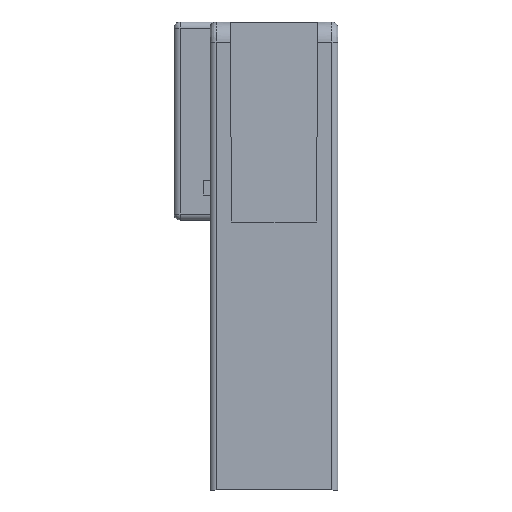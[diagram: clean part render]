
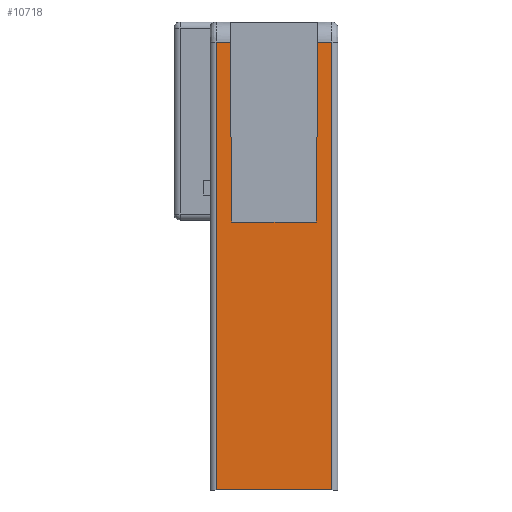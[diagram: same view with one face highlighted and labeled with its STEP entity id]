
A CAD part, left-side view. The second image highlights one B-rep face of the part: STEP entity #10718.
In plain terms, the highlighted planar face has unit normal (-1, 0, 0).
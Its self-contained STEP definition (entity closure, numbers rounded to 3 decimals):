
#10422=CARTESIAN_POINT('',(-4.75,-2.9,21.6));
#10423=VERTEX_POINT('',#10422);
#10431=CARTESIAN_POINT('',(-4.75,2.9,21.6));
#10432=VERTEX_POINT('',#10431);
#10433=CARTESIAN_POINT('',(-4.75,-2.9,21.6));
#10434=DIRECTION('',(0.,1.,0.));
#10435=VECTOR('',#10434,5.8);
#10436=LINE('',#10433,#10435);
#10437=EDGE_CURVE('',#10423,#10432,#10436,.T.);
#10454=CARTESIAN_POINT('',(-4.75,2.9,44.));
#10455=VERTEX_POINT('',#10454);
#10456=CARTESIAN_POINT('',(-4.75,2.9,21.6));
#10457=DIRECTION('',(0.,0.,1.));
#10458=VECTOR('',#10457,22.4);
#10459=LINE('',#10456,#10458);
#10460=EDGE_CURVE('',#10432,#10455,#10459,.T.);
#10510=CARTESIAN_POINT('',(-4.75,2.191,44.));
#10511=VERTEX_POINT('',#10510);
#10512=CARTESIAN_POINT('',(-4.75,2.9,44.));
#10513=DIRECTION('',(0.,-1.,0.));
#10514=VECTOR('',#10513,0.709);
#10515=LINE('',#10512,#10514);
#10516=EDGE_CURVE('',#10455,#10511,#10515,.T.);
#10536=CARTESIAN_POINT('',(-4.75,2.113,35.));
#10537=VERTEX_POINT('',#10536);
#10538=CARTESIAN_POINT('',(-4.75,2.191,44.));
#10539=DIRECTION('',(0.,-0.009,-1.));
#10540=VECTOR('',#10539,9.);
#10541=LINE('',#10538,#10540);
#10542=EDGE_CURVE('',#10511,#10537,#10541,.T.);
#10592=CARTESIAN_POINT('',(-4.75,-2.113,35.));
#10593=VERTEX_POINT('',#10592);
#10600=CARTESIAN_POINT('',(-4.75,-2.191,44.));
#10601=VERTEX_POINT('',#10600);
#10602=CARTESIAN_POINT('',(-4.75,-2.113,35.));
#10603=DIRECTION('',(0.,-0.009,1.));
#10604=VECTOR('',#10603,9.);
#10605=LINE('',#10602,#10604);
#10606=EDGE_CURVE('',#10593,#10601,#10605,.T.);
#10626=CARTESIAN_POINT('',(-4.75,-2.9,44.));
#10627=VERTEX_POINT('',#10626);
#10628=CARTESIAN_POINT('',(-4.75,-2.191,44.));
#10629=DIRECTION('',(0.,-1.,0.));
#10630=VECTOR('',#10629,0.709);
#10631=LINE('',#10628,#10630);
#10632=EDGE_CURVE('',#10601,#10627,#10631,.T.);
#10688=CARTESIAN_POINT('',(-4.75,-2.9,44.));
#10689=DIRECTION('',(0.,0.,-1.));
#10690=VECTOR('',#10689,22.4);
#10691=LINE('',#10688,#10690);
#10692=EDGE_CURVE('',#10627,#10423,#10691,.T.);
#10698=CARTESIAN_POINT('',(-4.75,-3.2,33.5));
#10699=DIRECTION('',(0.,1.,0.));
#10700=DIRECTION('',(-1.,0.,0.));
#10701=AXIS2_PLACEMENT_3D('',#10698,#10700,#10699);
#10702=PLANE('',#10701);
#10703=ORIENTED_EDGE('',*,*,#10460,.F.);
#10704=ORIENTED_EDGE('',*,*,#10437,.F.);
#10705=ORIENTED_EDGE('',*,*,#10692,.F.);
#10706=ORIENTED_EDGE('',*,*,#10632,.F.);
#10707=ORIENTED_EDGE('',*,*,#10606,.F.);
#10708=CARTESIAN_POINT('',(-4.75,-2.113,35.));
#10709=DIRECTION('',(0.,1.,0.));
#10710=VECTOR('',#10709,4.225);
#10711=LINE('',#10708,#10710);
#10712=EDGE_CURVE('',#10593,#10537,#10711,.T.);
#10713=ORIENTED_EDGE('',*,*,#10712,.T.);
#10714=ORIENTED_EDGE('',*,*,#10542,.F.);
#10715=ORIENTED_EDGE('',*,*,#10516,.F.);
#10716=EDGE_LOOP('',(#10703,#10704,#10705,#10706,#10707,#10713,#10714,#10715));
#10717=FACE_OUTER_BOUND('',#10716,.T.);
#10718=ADVANCED_FACE('',(#10717),#10702,.T.);
